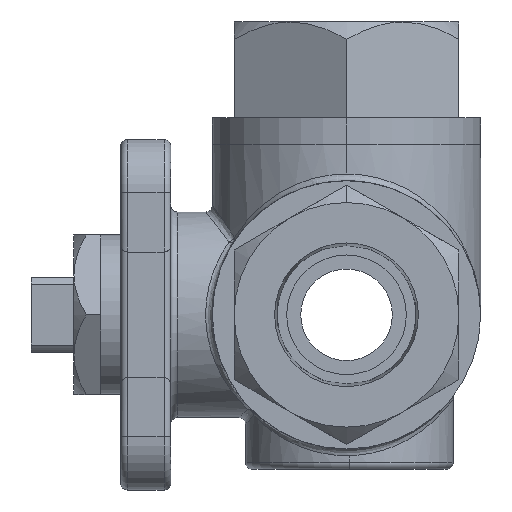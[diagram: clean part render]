
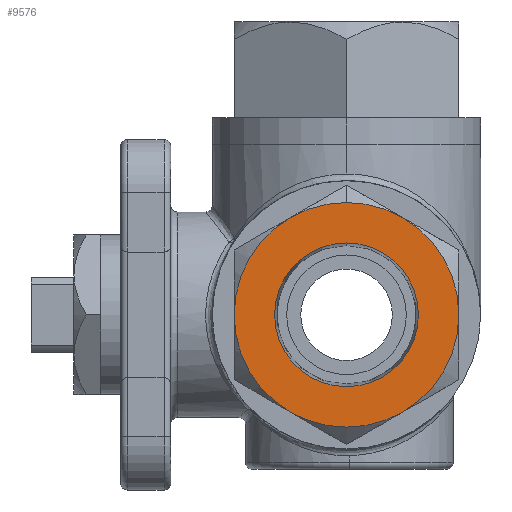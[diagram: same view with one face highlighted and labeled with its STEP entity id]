
A CAD part, left-side view. The second image highlights one B-rep face of the part: STEP entity #9576.
In plain terms, the highlighted planar face has unit normal (-1, 0, 0).
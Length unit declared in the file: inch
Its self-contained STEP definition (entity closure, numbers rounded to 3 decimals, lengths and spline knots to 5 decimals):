
#154 = DIRECTION ( 'NONE',  ( 0., 0., 1. ) ) ;
#230 = DIRECTION ( 'NONE',  ( -1., 0., 0. ) ) ;
#314 = VERTEX_POINT ( 'NONE', #5348 ) ;
#374 = DIRECTION ( 'NONE',  ( 0., 0., 1. ) ) ;
#756 = EDGE_CURVE ( 'NONE', #10771, #7241, #10532, .T. ) ;
#983 = CIRCLE ( 'NONE', #5812, 0.5275 ) ;
#995 = CIRCLE ( 'NONE', #6400, 0.5275 ) ;
#1010 = EDGE_LOOP ( 'NONE', ( #2337, #2854 ) ) ;
#1194 = EDGE_CURVE ( 'NONE', #314, #7599, #2506, .T. ) ;
#1214 = AXIS2_PLACEMENT_3D ( 'NONE', #10869, #9272, #4528 ) ;
#1221 = ORIENTED_EDGE ( 'NONE', *, *, #2988, .T. ) ;
#1388 = CIRCLE ( 'NONE', #3139, 0.33751 ) ;
#1464 = EDGE_LOOP ( 'NONE', ( #5018, #5691, #11205, #11454, #8469, #1221, #4318 ) ) ;
#2004 = DIRECTION ( 'NONE',  ( 0., 0., 1. ) ) ;
#2183 = VERTEX_POINT ( 'NONE', #10473 ) ;
#2337 = ORIENTED_EDGE ( 'NONE', *, *, #1194, .F. ) ;
#2428 = CARTESIAN_POINT ( 'NONE',  ( -1.375, 0., -0.33751 ) ) ;
#2506 = CIRCLE ( 'NONE', #6926, 0.33751 ) ;
#2854 = ORIENTED_EDGE ( 'NONE', *, *, #10194, .F. ) ;
#2910 = AXIS2_PLACEMENT_3D ( 'NONE', #8478, #230, #11210 ) ;
#2970 = DIRECTION ( 'NONE',  ( -1., 0., 0. ) ) ;
#2978 = CARTESIAN_POINT ( 'NONE',  ( -1.375, 0., 0. ) ) ;
#2982 = AXIS2_PLACEMENT_3D ( 'NONE', #8270, #2970, #2004 ) ;
#2988 = EDGE_CURVE ( 'NONE', #9728, #8535, #11546, .T. ) ;
#3011 = CARTESIAN_POINT ( 'NONE',  ( -1.375, 0., 0. ) ) ;
#3139 = AXIS2_PLACEMENT_3D ( 'NONE', #8356, #9182, #154 ) ;
#3147 = DIRECTION ( 'NONE',  ( 0., 0., 1. ) ) ;
#3251 = CIRCLE ( 'NONE', #6131, 0.5275 ) ;
#3329 = DIRECTION ( 'NONE',  ( -1., 0., 0. ) ) ;
#3396 = CARTESIAN_POINT ( 'NONE',  ( -1.375, 0., 0. ) ) ;
#3573 = DIRECTION ( 'NONE',  ( -1., 0., 0. ) ) ;
#4035 = DIRECTION ( 'NONE',  ( -1., 0., 0. ) ) ;
#4071 = EDGE_CURVE ( 'NONE', #8535, #10771, #3251, .T. ) ;
#4175 = DIRECTION ( 'NONE',  ( 0., 0., 1. ) ) ;
#4318 = ORIENTED_EDGE ( 'NONE', *, *, #4071, .T. ) ;
#4528 = DIRECTION ( 'NONE',  ( 0., 0., 1. ) ) ;
#5018 = ORIENTED_EDGE ( 'NONE', *, *, #756, .T. ) ;
#5127 = DIRECTION ( 'NONE',  ( -1., 0., 0. ) ) ;
#5348 = CARTESIAN_POINT ( 'NONE',  ( -1.375, 0., 0.33751 ) ) ;
#5691 = ORIENTED_EDGE ( 'NONE', *, *, #9317, .T. ) ;
#5812 = AXIS2_PLACEMENT_3D ( 'NONE', #5973, #3329, #4175 ) ;
#5901 = VERTEX_POINT ( 'NONE', #7782 ) ;
#5973 = CARTESIAN_POINT ( 'NONE',  ( -1.375, 0., 0. ) ) ;
#6131 = AXIS2_PLACEMENT_3D ( 'NONE', #10450, #4035, #3147 ) ;
#6342 = AXIS2_PLACEMENT_3D ( 'NONE', #3396, #3573, #8875 ) ;
#6400 = AXIS2_PLACEMENT_3D ( 'NONE', #6818, #11334, #6862 ) ;
#6818 = CARTESIAN_POINT ( 'NONE',  ( -1.375, 0., 0. ) ) ;
#6862 = DIRECTION ( 'NONE',  ( 0., 0., 1. ) ) ;
#6926 = AXIS2_PLACEMENT_3D ( 'NONE', #2978, #11356, #374 ) ;
#7241 = VERTEX_POINT ( 'NONE', #11719 ) ;
#7551 = CARTESIAN_POINT ( 'NONE',  ( -1.375, -0.26375, -0.45683 ) ) ;
#7599 = VERTEX_POINT ( 'NONE', #2428 ) ;
#7782 = CARTESIAN_POINT ( 'NONE',  ( -1.375, 0.26375, 0.45683 ) ) ;
#8270 = CARTESIAN_POINT ( 'NONE',  ( -1.375, 0., 0. ) ) ;
#8294 = CIRCLE ( 'NONE', #10192, 0.5275 ) ;
#8356 = CARTESIAN_POINT ( 'NONE',  ( -1.375, 0., 0. ) ) ;
#8469 = ORIENTED_EDGE ( 'NONE', *, *, #8835, .T. ) ;
#8478 = CARTESIAN_POINT ( 'NONE',  ( -1.375, 0., 0.6091 ) ) ;
#8535 = VERTEX_POINT ( 'NONE', #9184 ) ;
#8591 = FACE_BOUND ( 'NONE', #1010, .T. ) ;
#8777 = DIRECTION ( 'NONE',  ( 0., 0., 1. ) ) ;
#8835 = EDGE_CURVE ( 'NONE', #2183, #9728, #10838, .T. ) ;
#8875 = DIRECTION ( 'NONE',  ( 0., 0., 1. ) ) ;
#9182 = DIRECTION ( 'NONE',  ( -1., 0., 0. ) ) ;
#9184 = CARTESIAN_POINT ( 'NONE',  ( -1.375, -0.5275, 0. ) ) ;
#9191 = CARTESIAN_POINT ( 'NONE',  ( -1.375, -0.26375, 0.45683 ) ) ;
#9272 = DIRECTION ( 'NONE',  ( -1., 0., 0. ) ) ;
#9317 = EDGE_CURVE ( 'NONE', #7241, #5901, #8294, .T. ) ;
#9576 = ADVANCED_FACE ( 'NONE', ( #8591, #10381 ), #10542, .T. ) ;
#9723 = CARTESIAN_POINT ( 'NONE',  ( -1.375, 0.5275, 0. ) ) ;
#9728 = VERTEX_POINT ( 'NONE', #7551 ) ;
#9787 = EDGE_CURVE ( 'NONE', #11754, #2183, #983, .T. ) ;
#9929 = EDGE_CURVE ( 'NONE', #5901, #11754, #995, .T. ) ;
#10192 = AXIS2_PLACEMENT_3D ( 'NONE', #3011, #5127, #8777 ) ;
#10194 = EDGE_CURVE ( 'NONE', #7599, #314, #1388, .T. ) ;
#10381 = FACE_OUTER_BOUND ( 'NONE', #1464, .T. ) ;
#10450 = CARTESIAN_POINT ( 'NONE',  ( -1.375, 0., 0. ) ) ;
#10473 = CARTESIAN_POINT ( 'NONE',  ( -1.375, 0.26375, -0.45683 ) ) ;
#10532 = CIRCLE ( 'NONE', #6342, 0.5275 ) ;
#10542 = PLANE ( 'NONE',  #2910 ) ;
#10771 = VERTEX_POINT ( 'NONE', #9191 ) ;
#10838 = CIRCLE ( 'NONE', #2982, 0.5275 ) ;
#10869 = CARTESIAN_POINT ( 'NONE',  ( -1.375, 0., 0. ) ) ;
#11205 = ORIENTED_EDGE ( 'NONE', *, *, #9929, .T. ) ;
#11210 = DIRECTION ( 'NONE',  ( 0., 0., 1. ) ) ;
#11334 = DIRECTION ( 'NONE',  ( -1., 0., 0. ) ) ;
#11356 = DIRECTION ( 'NONE',  ( -1., 0., 0. ) ) ;
#11454 = ORIENTED_EDGE ( 'NONE', *, *, #9787, .T. ) ;
#11546 = CIRCLE ( 'NONE', #1214, 0.5275 ) ;
#11719 = CARTESIAN_POINT ( 'NONE',  ( -1.375, 0., 0.5275 ) ) ;
#11754 = VERTEX_POINT ( 'NONE', #9723 ) ;
